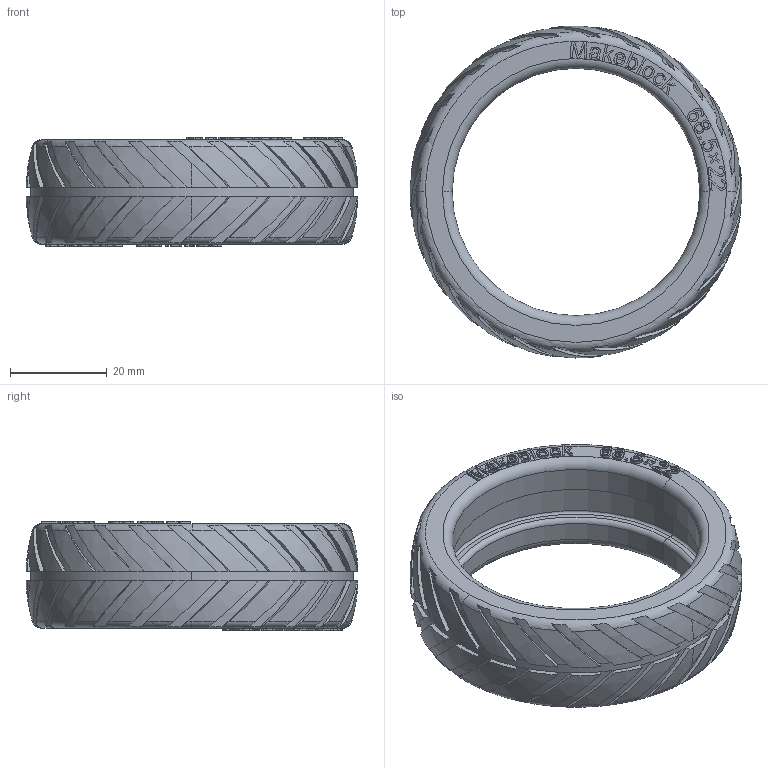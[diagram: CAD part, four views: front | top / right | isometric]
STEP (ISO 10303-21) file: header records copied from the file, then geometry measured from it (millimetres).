
FILE_DESCRIPTION (( 'STEP AP214' ), '1' );
FILE_NAME ('Tire 68.5x22豪恇寡蝶謫怚.step', '2016-10-28T04:19:30', ( 'dell' ), ( '' ), 'SwSTEP 2.0', 'SolidWorks 2013', '' );
FILE_SCHEMA (( 'AUTOMOTIVE_DESIGN' ));
Length unit declared in the file: millimetre
Products named in the file (1): Tire 68.5x22豪恇寡蝶謫怚
Bounding box: 68.66 x 68.66 x 22.62 mm (x, y, z)
Volume: 27578.1 mm3; surface area: 12633.1 mm2
Topology: 1 solids, 1 shells, 728 faces, 1934 edges, 1250 vertices
Faces by surface type: plane 368, bspline 278, sphere 56, torus 14, cylinder 8, cone 4
Entity records: 36118 total; most frequent: CARTESIAN_POINT 19819, ORIENTED_EDGE 3868, DIRECTION 2594, EDGE_CURVE 1934, VERTEX_POINT 1250, AXIS2_PLACEMENT_3D 865, LINE 864, VECTOR 864
